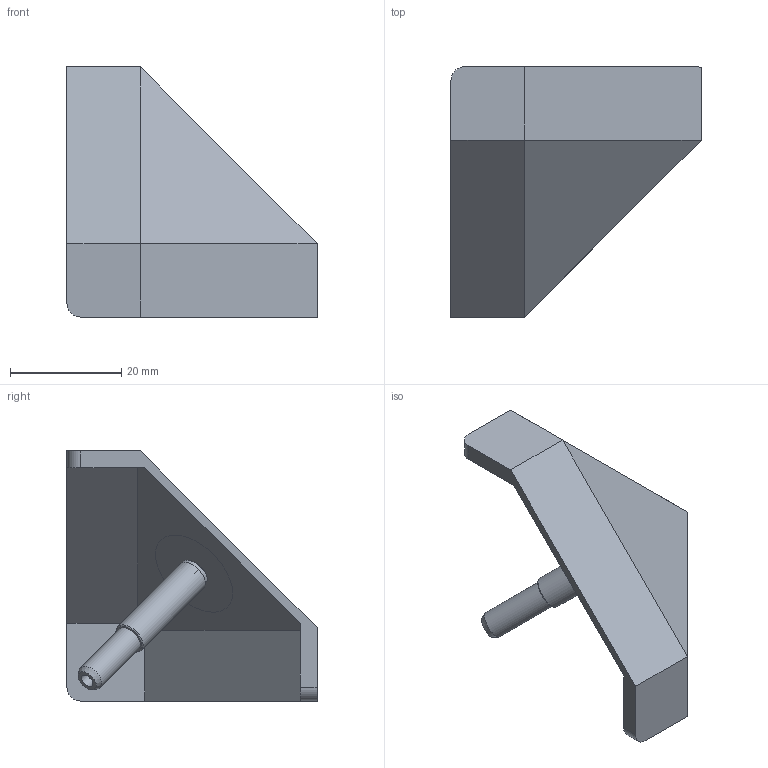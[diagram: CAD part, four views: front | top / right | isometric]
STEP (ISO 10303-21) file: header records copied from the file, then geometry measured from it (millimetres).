
FILE_DESCRIPTION(/* description */ ('Abdeckkappe MW 45/45° grau mit Zapfen'),/* implementation_level */ '2;1');
FILE_NAME(/* name */ 'ZEI_CAD_221027-1-REV01_#SALL_#AIN_#V1.step',/* time_stamp */ '2022-09-15T21:21:06+02:00',/* author */ ('MiniTec'),/* organization */ ('MiniTec GmbH & Co.KG'),/* preprocessor_version */ 'ST-DEVELOPER v18.1',/* originating_system */ 'Autodesk Inventor 2021',/* authorisation */ '');
FILE_SCHEMA (('CONFIG_CONTROL_DESIGN'));
Length unit declared in the file: millimetre
Products named in the file (1): 22-1027-1FZ.001
Bounding box: 45 x 45 x 45 mm (x, y, z)
Volume: 6241.1 mm3; surface area: 7346.3 mm2
Topology: 1 solids, 1 shells, 37 faces, 91 edges, 59 vertices
Faces by surface type: plane 27, cylinder 7, cone 3
Full cylindrical faces by diameter (mm): 2.5 x1, 5 x1, 6 x1
Entity records: 1140 total; most frequent: CARTESIAN_POINT 205, DIRECTION 185, ORIENTED_EDGE 182, EDGE_CURVE 91, LINE 71, VECTOR 71, VERTEX_POINT 59, AXIS2_PLACEMENT_3D 57
